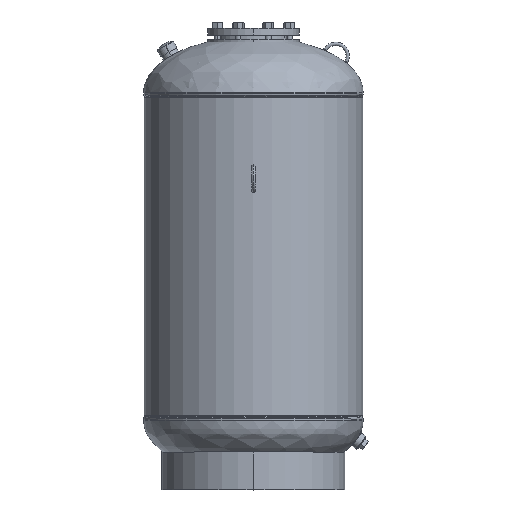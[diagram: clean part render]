
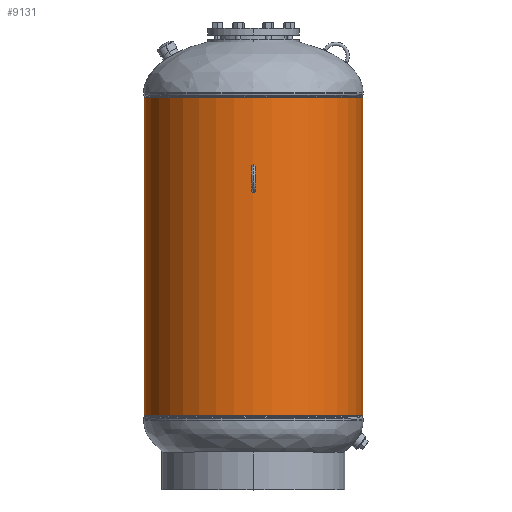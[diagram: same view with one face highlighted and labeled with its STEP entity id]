
A CAD part, top view. The second image highlights one B-rep face of the part: STEP entity #9131.
In plain terms, the highlighted cylindrical face has radius 303.276 mm (diameter 606.552 mm), a partial arc.
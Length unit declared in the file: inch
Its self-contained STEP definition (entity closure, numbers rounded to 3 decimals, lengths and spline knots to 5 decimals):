
#1060 = CARTESIAN_POINT ( 'NONE',  ( -11.94, -82.31265, 0. ) ) ;
#1445 = CARTESIAN_POINT ( 'NONE',  ( 0., -82.31265, 0. ) ) ;
#2291 = CIRCLE ( 'NONE', #30363, 11.94 ) ;
#2315 = VECTOR ( 'NONE', #31382, 39.37008 ) ;
#5237 = ORIENTED_EDGE ( 'NONE', *, *, #12446, .T. ) ;
#6573 = CYLINDRICAL_SURFACE ( 'NONE', #14989, 11.94 ) ;
#7613 = DIRECTION ( 'NONE',  ( 0., -1., 0. ) ) ;
#7704 = CIRCLE ( 'NONE', #13005, 11.94 ) ;
#8588 = VERTEX_POINT ( 'NONE', #21383 ) ;
#9131 = ADVANCED_FACE ( 'NONE', ( #19175 ), #6573, .T. ) ;
#12446 = EDGE_CURVE ( 'NONE', #25134, #14009, #7704, .T. ) ;
#12677 = LINE ( 'NONE', #17484, #18273 ) ;
#12858 = DIRECTION ( 'NONE',  ( 0., 1., 0. ) ) ;
#13005 = AXIS2_PLACEMENT_3D ( 'NONE', #25468, #12858, #22989 ) ;
#13076 = CARTESIAN_POINT ( 'NONE',  ( 0., 34.731, 0. ) ) ;
#14009 = VERTEX_POINT ( 'NONE', #29638 ) ;
#14639 = EDGE_CURVE ( 'NONE', #8588, #16643, #2291, .T. ) ;
#14989 = AXIS2_PLACEMENT_3D ( 'NONE', #1445, #31606, #26963 ) ;
#15389 = EDGE_CURVE ( 'NONE', #25134, #16643, #23773, .T. ) ;
#16643 = VERTEX_POINT ( 'NONE', #21035 ) ;
#17219 = ORIENTED_EDGE ( 'NONE', *, *, #14639, .T. ) ;
#17336 = ORIENTED_EDGE ( 'NONE', *, *, #15389, .F. ) ;
#17484 = CARTESIAN_POINT ( 'NONE',  ( 11.94, -82.31265, 0. ) ) ;
#18079 = CARTESIAN_POINT ( 'NONE',  ( -11.94, 0., 0. ) ) ;
#18273 = VECTOR ( 'NONE', #19996, 39.37008 ) ;
#19175 = FACE_OUTER_BOUND ( 'NONE', #21437, .T. ) ;
#19996 = DIRECTION ( 'NONE',  ( 0., 1., 0. ) ) ;
#20969 = EDGE_CURVE ( 'NONE', #14009, #8588, #12677, .T. ) ;
#21035 = CARTESIAN_POINT ( 'NONE',  ( -11.94, 34.731, 0. ) ) ;
#21383 = CARTESIAN_POINT ( 'NONE',  ( 11.94, 34.731, 0. ) ) ;
#21437 = EDGE_LOOP ( 'NONE', ( #5237, #32331, #17219, #17336 ) ) ;
#22989 = DIRECTION ( 'NONE',  ( -1., 0., 0. ) ) ;
#23773 = LINE ( 'NONE', #1060, #2315 ) ;
#25134 = VERTEX_POINT ( 'NONE', #18079 ) ;
#25468 = CARTESIAN_POINT ( 'NONE',  ( 0., 0., 0. ) ) ;
#26963 = DIRECTION ( 'NONE',  ( -1., 0., 0. ) ) ;
#29638 = CARTESIAN_POINT ( 'NONE',  ( 11.94, 0., 0. ) ) ;
#30363 = AXIS2_PLACEMENT_3D ( 'NONE', #13076, #7613, #30658 ) ;
#30658 = DIRECTION ( 'NONE',  ( -1., 0., 0. ) ) ;
#31382 = DIRECTION ( 'NONE',  ( 0., 1., 0. ) ) ;
#31606 = DIRECTION ( 'NONE',  ( 0., 1., 0. ) ) ;
#32331 = ORIENTED_EDGE ( 'NONE', *, *, #20969, .T. ) ;
